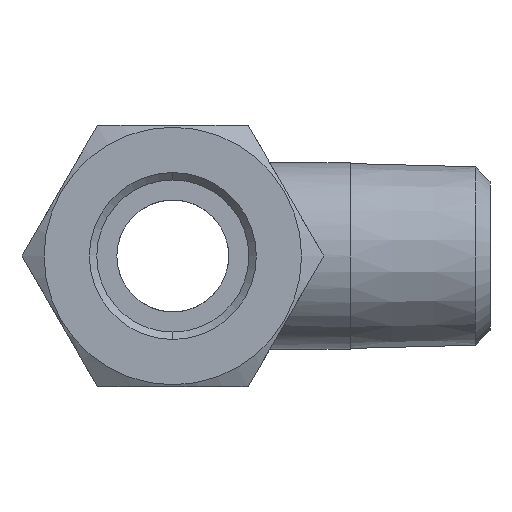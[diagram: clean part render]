
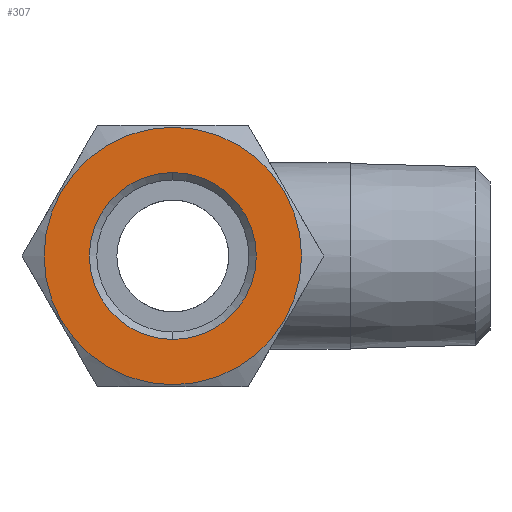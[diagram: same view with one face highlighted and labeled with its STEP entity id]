
A CAD part, left-side view. The second image highlights one B-rep face of the part: STEP entity #307.
In plain terms, the highlighted planar face has unit normal (-1, 0, 0).
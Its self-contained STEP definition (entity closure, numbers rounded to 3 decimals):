
#137 = AXIS2_PLACEMENT_3D ( 'NONE', #5168, #5167, #5166 ) ;
#138 = CIRCLE ( 'NONE', #137, 4.475 ) ;
#143 = EDGE_CURVE ( 'NONE', #5753, #5752, #138, .T. ) ;
#307 = ADVANCED_FACE ( 'NONE', ( #5857, #5858 ), #1330, .F. ) ;
#653 = EDGE_CURVE ( 'NONE', #5751, #5750, #4672, .T. ) ;
#656 = EDGE_CURVE ( 'NONE', #5752, #5753, #4679, .T. ) ;
#795 = EDGE_CURVE ( 'NONE', #5750, #5751, #4828, .T. ) ;
#1330 = PLANE ( 'NONE',  #5114 ) ;
#1331 = CARTESIAN_POINT ( 'NONE',  ( -24.324, 6.9, 0. ) ) ;
#1332 = DIRECTION ( 'NONE',  ( 1., 0., 0. ) ) ;
#1333 = DIRECTION ( 'NONE',  ( 0., 0., -1. ) ) ;
#1657 = CARTESIAN_POINT ( 'NONE',  ( -24.324, 0., -6.9 ) ) ;
#1658 = CARTESIAN_POINT ( 'NONE',  ( -24.324, 0., 6.9 ) ) ;
#1659 = CARTESIAN_POINT ( 'NONE',  ( -24.324, 0., 4.475 ) ) ;
#1660 = CARTESIAN_POINT ( 'NONE',  ( -24.324, 0., -4.475 ) ) ;
#2548 = ORIENTED_EDGE ( 'NONE', *, *, #656, .T. ) ;
#2549 = ORIENTED_EDGE ( 'NONE', *, *, #143, .T. ) ;
#2550 = ORIENTED_EDGE ( 'NONE', *, *, #653, .T. ) ;
#2551 = ORIENTED_EDGE ( 'NONE', *, *, #795, .T. ) ;
#3368 = CARTESIAN_POINT ( 'NONE',  ( -24.324, 0., 0. ) ) ;
#3369 = DIRECTION ( 'NONE',  ( -1., 0., 0. ) ) ;
#3370 = DIRECTION ( 'NONE',  ( 0., 0., 1. ) ) ;
#4157 = CARTESIAN_POINT ( 'NONE',  ( -24.324, 0., 0. ) ) ;
#4158 = DIRECTION ( 'NONE',  ( -1., 0., 0. ) ) ;
#4159 = DIRECTION ( 'NONE',  ( 0., 0., 1. ) ) ;
#4164 = CARTESIAN_POINT ( 'NONE',  ( -24.324, 0., 0. ) ) ;
#4165 = DIRECTION ( 'NONE',  ( 1., 0., 0. ) ) ;
#4166 = DIRECTION ( 'NONE',  ( 0., 0., -1. ) ) ;
#4672 = CIRCLE ( 'NONE', #4676, 6.9 ) ;
#4676 = AXIS2_PLACEMENT_3D ( 'NONE', #4157, #4158, #4159 ) ;
#4679 = CIRCLE ( 'NONE', #4681, 4.475 ) ;
#4681 = AXIS2_PLACEMENT_3D ( 'NONE', #4164, #4165, #4166 ) ;
#4828 = CIRCLE ( 'NONE', #4834, 6.9 ) ;
#4834 = AXIS2_PLACEMENT_3D ( 'NONE', #3368, #3369, #3370 ) ;
#5114 = AXIS2_PLACEMENT_3D ( 'NONE', #1331, #1332, #1333 ) ;
#5166 = DIRECTION ( 'NONE',  ( 0., 0., -1. ) ) ;
#5167 = DIRECTION ( 'NONE',  ( 1., 0., 0. ) ) ;
#5168 = CARTESIAN_POINT ( 'NONE',  ( -24.324, 0., 0. ) ) ;
#5432 = EDGE_LOOP ( 'NONE', ( #2548, #2549 ) ) ;
#5433 = EDGE_LOOP ( 'NONE', ( #2551, #2550 ) ) ;
#5750 = VERTEX_POINT ( 'NONE', #1657 ) ;
#5751 = VERTEX_POINT ( 'NONE', #1658 ) ;
#5752 = VERTEX_POINT ( 'NONE', #1659 ) ;
#5753 = VERTEX_POINT ( 'NONE', #1660 ) ;
#5857 = FACE_BOUND ( 'NONE', #5432, .T. ) ;
#5858 = FACE_OUTER_BOUND ( 'NONE', #5433, .T. ) ;
